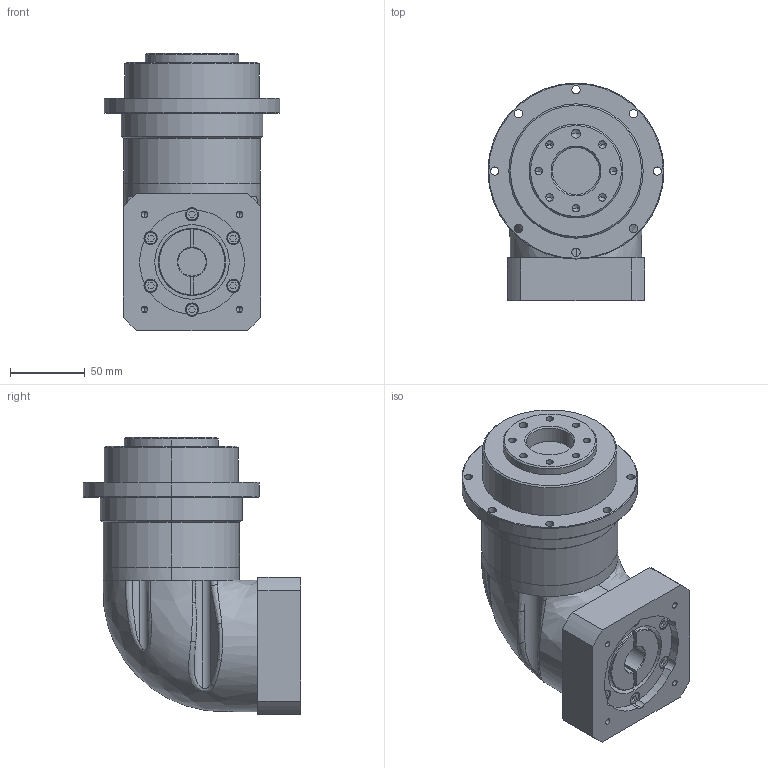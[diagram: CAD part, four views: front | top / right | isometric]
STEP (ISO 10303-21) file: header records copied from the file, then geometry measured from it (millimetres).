
FILE_DESCRIPTION (( 'STEP AP203' ), '1' );
FILE_NAME ('EVT90-L2-19-70-90.STEP', '2022-06-15T08:08:11', ( 'PC' ), ( 'Microsoft' ), 'SwSTEP 2.0', 'SolidWorks 2016', '' );
FILE_SCHEMA (( 'CONFIG_CONTROL_DESIGN' ));
Length unit declared in the file: millimetre
Products named in the file (1): EVT90-L2-19-70-90
Bounding box: 118 x 145.8 x 185.8 mm (x, y, z)
Volume: 1356835.8 mm3; surface area: 119544.9 mm2
Topology: 2 solids, 2 shells, 257 faces, 642 edges, 398 vertices
Faces by surface type: cylinder 100, plane 87, cone 36, bspline 18, torus 16
Entity records: 10404 total; most frequent: CARTESIAN_POINT 4269, DIRECTION 1290, ORIENTED_EDGE 1236, EDGE_CURVE 618, AXIS2_PLACEMENT_3D 508, VERTEX_POINT 398, EDGE_LOOP 306, VECTOR 274
